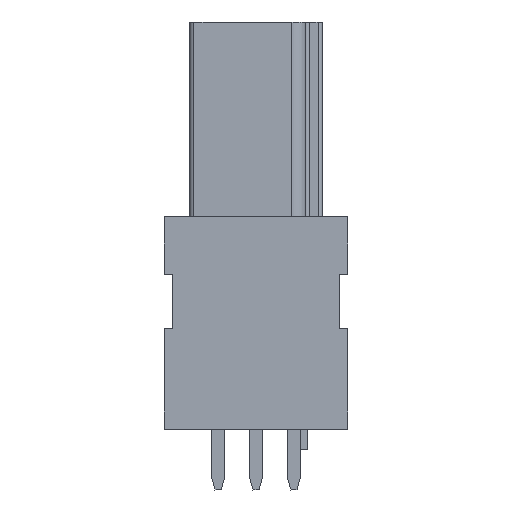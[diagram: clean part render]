
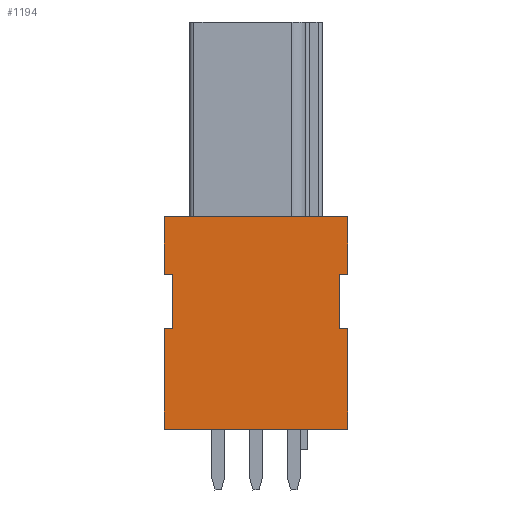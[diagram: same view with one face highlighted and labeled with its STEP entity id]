
A CAD part, left-side view. The second image highlights one B-rep face of the part: STEP entity #1194.
In plain terms, the highlighted planar face has unit normal (-1, 0, 0).
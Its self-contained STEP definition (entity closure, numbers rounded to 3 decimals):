
#1178=AXIS2_PLACEMENT_3D('Plane Axis2P3D',#1175,#1176,#1177) ;
#49=CARTESIAN_POINT('Vertex',(0.,13.6,11.95)) ;
#52=CARTESIAN_POINT('Line Origine',(0.,13.3,11.95)) ;
#56=CARTESIAN_POINT('Vertex',(0.,13.,11.95)) ;
#80=CARTESIAN_POINT('Vertex',(0.,13.6,4.5)) ;
#85=CARTESIAN_POINT('Line Origine',(0.,13.6,8.225)) ;
#176=CARTESIAN_POINT('Vertex',(0.,0.,4.5)) ;
#179=CARTESIAN_POINT('Line Origine',(0.,6.8,4.5)) ;
#261=CARTESIAN_POINT('Vertex',(0.,0.,11.95)) ;
#264=CARTESIAN_POINT('Line Origine',(0.,0.,8.225)) ;
#291=CARTESIAN_POINT('Vertex',(0.,0.6,11.95)) ;
#294=CARTESIAN_POINT('Line Origine',(0.,0.3,11.95)) ;
#322=CARTESIAN_POINT('Vertex',(0.,0.6,15.95)) ;
#325=CARTESIAN_POINT('Line Origine',(0.,0.6,13.95)) ;
#353=CARTESIAN_POINT('Vertex',(0.,0.,15.95)) ;
#356=CARTESIAN_POINT('Line Origine',(0.,0.3,15.95)) ;
#379=CARTESIAN_POINT('Vertex',(0.,0.,20.2)) ;
#382=CARTESIAN_POINT('Line Origine',(0.,0.,18.075)) ;
#410=CARTESIAN_POINT('Vertex',(0.,13.6,20.2)) ;
#413=CARTESIAN_POINT('Line Origine',(0.,6.8,20.2)) ;
#1112=CARTESIAN_POINT('Vertex',(0.,13.6,15.95)) ;
#1115=CARTESIAN_POINT('Line Origine',(0.,13.6,18.075)) ;
#1138=CARTESIAN_POINT('Vertex',(0.,13.,15.95)) ;
#1141=CARTESIAN_POINT('Line Origine',(0.,13.3,15.95)) ;
#1163=CARTESIAN_POINT('Line Origine',(0.,13.,13.95)) ;
#1175=CARTESIAN_POINT('Axis2P3D Location',(0.,0.,0.)) ;
#53=DIRECTION('Vector Direction',(0.,-1.,0.)) ;
#86=DIRECTION('Vector Direction',(0.,0.,1.)) ;
#180=DIRECTION('Vector Direction',(0.,-1.,0.)) ;
#265=DIRECTION('Vector Direction',(0.,0.,1.)) ;
#295=DIRECTION('Vector Direction',(0.,-1.,0.)) ;
#326=DIRECTION('Vector Direction',(0.,0.,-1.)) ;
#357=DIRECTION('Vector Direction',(0.,1.,0.)) ;
#383=DIRECTION('Vector Direction',(0.,0.,1.)) ;
#414=DIRECTION('Vector Direction',(0.,-1.,0.)) ;
#1116=DIRECTION('Vector Direction',(0.,0.,1.)) ;
#1142=DIRECTION('Vector Direction',(0.,1.,0.)) ;
#1164=DIRECTION('Vector Direction',(0.,0.,1.)) ;
#1176=DIRECTION('Axis2P3D Direction',(-1.,0.,0.)) ;
#1177=DIRECTION('Axis2P3D XDirection',(0.,0.,1.)) ;
#54=VECTOR('Line Direction',#53,1.) ;
#87=VECTOR('Line Direction',#86,1.) ;
#181=VECTOR('Line Direction',#180,1.) ;
#266=VECTOR('Line Direction',#265,1.) ;
#296=VECTOR('Line Direction',#295,1.) ;
#327=VECTOR('Line Direction',#326,1.) ;
#358=VECTOR('Line Direction',#357,1.) ;
#384=VECTOR('Line Direction',#383,1.) ;
#415=VECTOR('Line Direction',#414,1.) ;
#1117=VECTOR('Line Direction',#1116,1.) ;
#1143=VECTOR('Line Direction',#1142,1.) ;
#1165=VECTOR('Line Direction',#1164,1.) ;
#1181=ORIENTED_EDGE('',*,*,#58,.T.) ;
#1182=ORIENTED_EDGE('',*,*,#89,.T.) ;
#1183=ORIENTED_EDGE('',*,*,#183,.T.) ;
#1184=ORIENTED_EDGE('',*,*,#268,.T.) ;
#1185=ORIENTED_EDGE('',*,*,#298,.T.) ;
#1186=ORIENTED_EDGE('',*,*,#329,.T.) ;
#1187=ORIENTED_EDGE('',*,*,#360,.T.) ;
#1188=ORIENTED_EDGE('',*,*,#386,.T.) ;
#1189=ORIENTED_EDGE('',*,*,#417,.T.) ;
#1190=ORIENTED_EDGE('',*,*,#1119,.T.) ;
#1191=ORIENTED_EDGE('',*,*,#1145,.T.) ;
#1192=ORIENTED_EDGE('',*,*,#1167,.T.) ;
#1194=ADVANCED_FACE('PartBody',(#1193),#1179,.T.) ;
#58=EDGE_CURVE('',#57,#50,#55,.F.) ;
#89=EDGE_CURVE('',#50,#81,#88,.F.) ;
#183=EDGE_CURVE('',#81,#177,#182,.T.) ;
#268=EDGE_CURVE('',#177,#262,#267,.T.) ;
#298=EDGE_CURVE('',#262,#292,#297,.F.) ;
#329=EDGE_CURVE('',#292,#323,#328,.F.) ;
#360=EDGE_CURVE('',#323,#354,#359,.F.) ;
#386=EDGE_CURVE('',#354,#380,#385,.T.) ;
#417=EDGE_CURVE('',#380,#411,#416,.F.) ;
#1119=EDGE_CURVE('',#411,#1113,#1118,.F.) ;
#1145=EDGE_CURVE('',#1113,#1139,#1144,.F.) ;
#1167=EDGE_CURVE('',#1139,#57,#1166,.F.) ;
#1180=EDGE_LOOP('',(#1181,#1182,#1183,#1184,#1185,#1186,#1187,#1188,#1189,#1190,#1191,#1192)) ;
#1193=FACE_OUTER_BOUND('',#1180,.T.) ;
#55=LINE('Line',#52,#54) ;
#88=LINE('Line',#85,#87) ;
#182=LINE('Line',#179,#181) ;
#267=LINE('Line',#264,#266) ;
#297=LINE('Line',#294,#296) ;
#328=LINE('Line',#325,#327) ;
#359=LINE('Line',#356,#358) ;
#385=LINE('Line',#382,#384) ;
#416=LINE('Line',#413,#415) ;
#1118=LINE('Line',#1115,#1117) ;
#1144=LINE('Line',#1141,#1143) ;
#1166=LINE('Line',#1163,#1165) ;
#1179=PLANE('',#1178) ;
#50=VERTEX_POINT('',#49) ;
#57=VERTEX_POINT('',#56) ;
#81=VERTEX_POINT('',#80) ;
#177=VERTEX_POINT('',#176) ;
#262=VERTEX_POINT('',#261) ;
#292=VERTEX_POINT('',#291) ;
#323=VERTEX_POINT('',#322) ;
#354=VERTEX_POINT('',#353) ;
#380=VERTEX_POINT('',#379) ;
#411=VERTEX_POINT('',#410) ;
#1113=VERTEX_POINT('',#1112) ;
#1139=VERTEX_POINT('',#1138) ;
